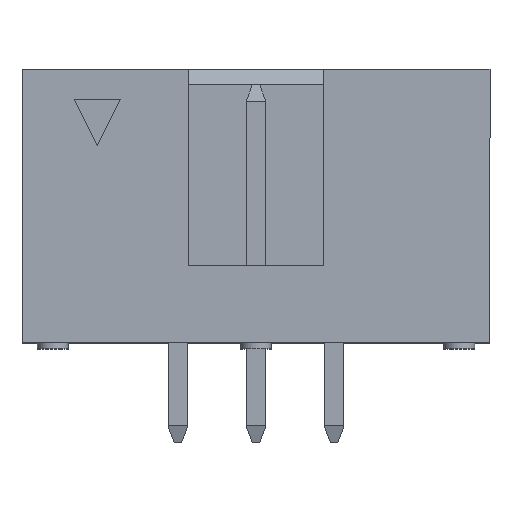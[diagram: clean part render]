
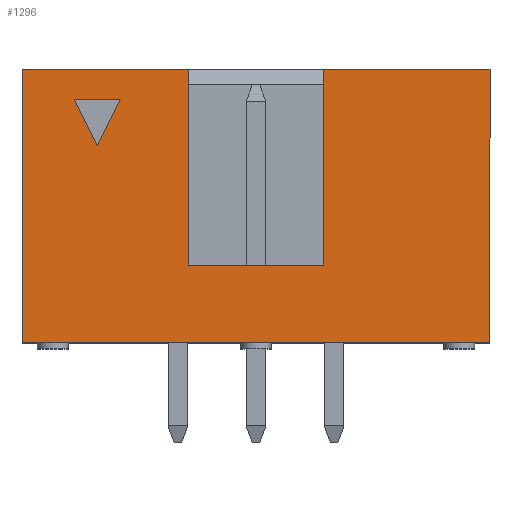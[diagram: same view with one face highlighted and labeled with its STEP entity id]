
A CAD part, top view. The second image highlights one B-rep face of the part: STEP entity #1296.
In plain terms, the highlighted planar face has unit normal (0, 0, 1).
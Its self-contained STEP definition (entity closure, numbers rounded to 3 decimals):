
#6 = EDGE_CURVE ( 'NONE', #4495, #923, #208, .T. ) ;
#21 = LINE ( 'NONE', #4406, #1086 ) ;
#42 = CARTESIAN_POINT ( 'NONE',  ( 2.2, 9.1, 4.4 ) ) ;
#184 = DIRECTION ( 'NONE',  ( 0.447, -0.894, 0. ) ) ;
#208 = LINE ( 'NONE', #1513, #885 ) ;
#214 = VERTEX_POINT ( 'NONE', #42 ) ;
#267 = DIRECTION ( 'NONE',  ( -1., 0., 0. ) ) ;
#311 = EDGE_CURVE ( 'NONE', #3637, #4033, #1803, .T. ) ;
#340 = CARTESIAN_POINT ( 'NONE',  ( -2.2, 9.1, 4.4 ) ) ;
#351 = VECTOR ( 'NONE', #184, 1000. ) ;
#523 = DIRECTION ( 'NONE',  ( 0.447, 0.894, 0. ) ) ;
#545 = CARTESIAN_POINT ( 'NONE',  ( 2.2, 2.7, 4.4 ) ) ;
#638 = ORIENTED_EDGE ( 'NONE', *, *, #311, .F. ) ;
#845 = EDGE_CURVE ( 'NONE', #1312, #915, #4283, .T. ) ;
#875 = AXIS2_PLACEMENT_3D ( 'NONE', #5042, #2560, #2179 ) ;
#885 = VECTOR ( 'NONE', #3509, 1000. ) ;
#915 = VERTEX_POINT ( 'NONE', #5049 ) ;
#916 = FACE_BOUND ( 'NONE', #2299, .T. ) ;
#923 = VERTEX_POINT ( 'NONE', #1755 ) ;
#941 = VECTOR ( 'NONE', #4620, 1000. ) ;
#942 = DIRECTION ( 'NONE',  ( 0., 1., 0. ) ) ;
#1086 = VECTOR ( 'NONE', #1135, 1000. ) ;
#1135 = DIRECTION ( 'NONE',  ( -1., 0., 0. ) ) ;
#1140 = CARTESIAN_POINT ( 'NONE',  ( 7.61, 0.2, 4.4 ) ) ;
#1144 = EDGE_CURVE ( 'NONE', #4244, #1312, #1456, .T. ) ;
#1296 = ADVANCED_FACE ( 'NONE', ( #916, #2586 ), #4663, .T. ) ;
#1312 = VERTEX_POINT ( 'NONE', #1805 ) ;
#1346 = CARTESIAN_POINT ( 'NONE',  ( -7.61, 0.2, 4.4 ) ) ;
#1366 = VERTEX_POINT ( 'NONE', #3565 ) ;
#1370 = CARTESIAN_POINT ( 'NONE',  ( 7.61, 0.2, 4.4 ) ) ;
#1415 = VERTEX_POINT ( 'NONE', #3055 ) ;
#1456 = LINE ( 'NONE', #4816, #351 ) ;
#1465 = VERTEX_POINT ( 'NONE', #3592 ) ;
#1513 = CARTESIAN_POINT ( 'NONE',  ( 7.61, 9.1, 4.4 ) ) ;
#1755 = CARTESIAN_POINT ( 'NONE',  ( -7.61, 9.1, 4.4 ) ) ;
#1757 = ORIENTED_EDGE ( 'NONE', *, *, #4989, .F. ) ;
#1803 = LINE ( 'NONE', #2234, #5151 ) ;
#1805 = CARTESIAN_POINT ( 'NONE',  ( -5.16, 6.6, 4.4 ) ) ;
#1819 = VECTOR ( 'NONE', #523, 1000. ) ;
#1888 = VECTOR ( 'NONE', #2344, 1000. ) ;
#1911 = LINE ( 'NONE', #1996, #1888 ) ;
#1983 = EDGE_CURVE ( 'NONE', #4495, #3637, #4281, .T. ) ;
#1996 = CARTESIAN_POINT ( 'NONE',  ( 2.2, 9.1, 4.4 ) ) ;
#2042 = CARTESIAN_POINT ( 'NONE',  ( -2.2, 2.7, 4.4 ) ) ;
#2085 = ORIENTED_EDGE ( 'NONE', *, *, #1144, .F. ) ;
#2179 = DIRECTION ( 'NONE',  ( 0., 1., 0. ) ) ;
#2234 = CARTESIAN_POINT ( 'NONE',  ( 2.2, 2.7, 4.4 ) ) ;
#2299 = EDGE_LOOP ( 'NONE', ( #2085, #1757, #4611 ) ) ;
#2322 = ORIENTED_EDGE ( 'NONE', *, *, #3288, .F. ) ;
#2344 = DIRECTION ( 'NONE',  ( 0., 1., 0. ) ) ;
#2560 = DIRECTION ( 'NONE',  ( 0., 0., 1. ) ) ;
#2586 = FACE_OUTER_BOUND ( 'NONE', #2981, .T. ) ;
#2661 = ORIENTED_EDGE ( 'NONE', *, *, #1983, .F. ) ;
#2704 = EDGE_CURVE ( 'NONE', #923, #1465, #5023, .T. ) ;
#2780 = DIRECTION ( 'NONE',  ( 1., 0., 0. ) ) ;
#2816 = EDGE_CURVE ( 'NONE', #1415, #214, #4671, .T. ) ;
#2885 = ORIENTED_EDGE ( 'NONE', *, *, #2816, .T. ) ;
#2965 = EDGE_CURVE ( 'NONE', #1465, #1366, #3169, .T. ) ;
#2981 = EDGE_LOOP ( 'NONE', ( #2322, #638, #2661, #4820, #3806, #5086, #4448, #2885 ) ) ;
#3021 = CARTESIAN_POINT ( 'NONE',  ( -4.41, 8.1, 4.4 ) ) ;
#3055 = CARTESIAN_POINT ( 'NONE',  ( 7.61, 9.1, 4.4 ) ) ;
#3070 = CARTESIAN_POINT ( 'NONE',  ( -2.2, 9.1, 4.4 ) ) ;
#3169 = LINE ( 'NONE', #1140, #3407 ) ;
#3288 = EDGE_CURVE ( 'NONE', #4033, #214, #1911, .T. ) ;
#3407 = VECTOR ( 'NONE', #2780, 1000. ) ;
#3424 = DIRECTION ( 'NONE',  ( 1., 0., 0. ) ) ;
#3467 = VECTOR ( 'NONE', #942, 1000. ) ;
#3509 = DIRECTION ( 'NONE',  ( -1., 0., 0. ) ) ;
#3565 = CARTESIAN_POINT ( 'NONE',  ( 7.61, 0.2, 4.4 ) ) ;
#3592 = CARTESIAN_POINT ( 'NONE',  ( -7.61, 0.2, 4.4 ) ) ;
#3637 = VERTEX_POINT ( 'NONE', #2042 ) ;
#3806 = ORIENTED_EDGE ( 'NONE', *, *, #2704, .T. ) ;
#3928 = DIRECTION ( 'NONE',  ( 0., -1., 0. ) ) ;
#4033 = VERTEX_POINT ( 'NONE', #545 ) ;
#4244 = VERTEX_POINT ( 'NONE', #4411 ) ;
#4273 = CARTESIAN_POINT ( 'NONE',  ( 7.61, 9.1, 4.4 ) ) ;
#4281 = LINE ( 'NONE', #3070, #4397 ) ;
#4283 = LINE ( 'NONE', #3021, #1819 ) ;
#4397 = VECTOR ( 'NONE', #3928, 1000. ) ;
#4406 = CARTESIAN_POINT ( 'NONE',  ( -5.91, 8.1, 4.4 ) ) ;
#4411 = CARTESIAN_POINT ( 'NONE',  ( -5.91, 8.1, 4.4 ) ) ;
#4448 = ORIENTED_EDGE ( 'NONE', *, *, #5098, .T. ) ;
#4456 = VECTOR ( 'NONE', #267, 1000. ) ;
#4495 = VERTEX_POINT ( 'NONE', #340 ) ;
#4607 = LINE ( 'NONE', #1370, #3467 ) ;
#4611 = ORIENTED_EDGE ( 'NONE', *, *, #845, .F. ) ;
#4620 = DIRECTION ( 'NONE',  ( 0., -1., 0. ) ) ;
#4663 = PLANE ( 'NONE',  #875 ) ;
#4671 = LINE ( 'NONE', #4273, #4456 ) ;
#4816 = CARTESIAN_POINT ( 'NONE',  ( -5.91, 8.1, 4.4 ) ) ;
#4820 = ORIENTED_EDGE ( 'NONE', *, *, #6, .T. ) ;
#4989 = EDGE_CURVE ( 'NONE', #915, #4244, #21, .T. ) ;
#5023 = LINE ( 'NONE', #1346, #941 ) ;
#5042 = CARTESIAN_POINT ( 'NONE',  ( 0., -2.41, 4.4 ) ) ;
#5049 = CARTESIAN_POINT ( 'NONE',  ( -4.41, 8.1, 4.4 ) ) ;
#5086 = ORIENTED_EDGE ( 'NONE', *, *, #2965, .T. ) ;
#5098 = EDGE_CURVE ( 'NONE', #1366, #1415, #4607, .T. ) ;
#5151 = VECTOR ( 'NONE', #3424, 1000. ) ;
